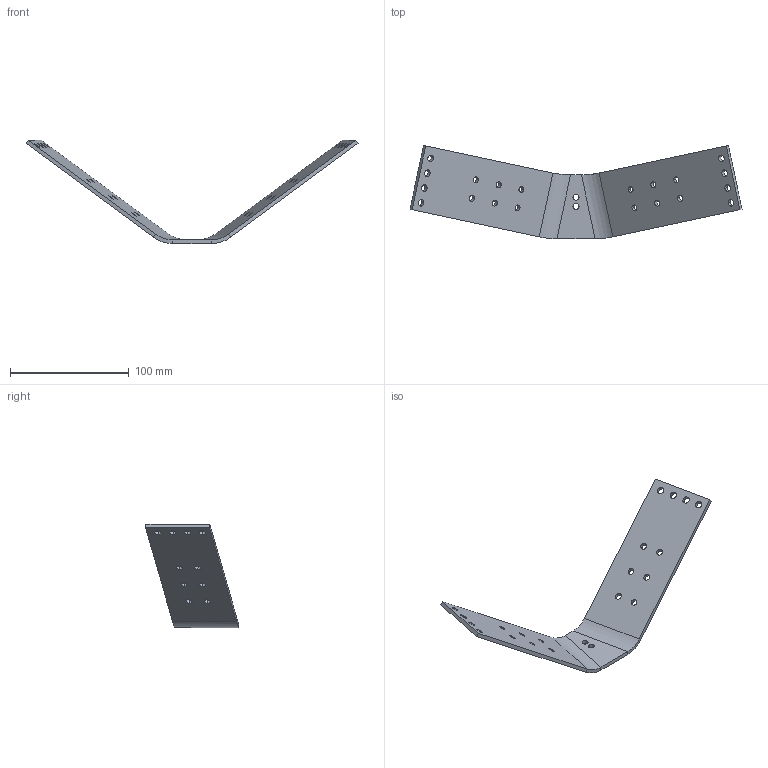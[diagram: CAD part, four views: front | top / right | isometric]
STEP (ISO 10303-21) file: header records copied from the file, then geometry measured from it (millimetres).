
FILE_DESCRIPTION (( 'STEP AP203' ), '1' );
FILE_NAME ('Front Wedge Two Bends.STEP', '2023-06-29T02:28:18', ( '' ), ( '' ), 'SwSTEP 2.0', 'SolidWorks 2021', '' );
FILE_SCHEMA (( 'CONFIG_CONTROL_DESIGN' ));
Length unit declared in the file: inch
Products named in the file (1): Front Wedge Two Bends
Bounding box: 279.12 x 78.23 x 86.74 mm (x, y, z)
Volume: 54826 mm3; surface area: 38100.3 mm2
Topology: 1 solids, 1 shells, 66 faces, 176 edges, 112 vertices
Faces by surface type: cylinder 48, plane 14, bspline 4
Entity records: 2339 total; most frequent: CARTESIAN_POINT 487, DIRECTION 382, ORIENTED_EDGE 352, EDGE_CURVE 176, AXIS2_PLACEMENT_3D 151, VERTEX_POINT 112, EDGE_LOOP 110, CIRCLE 88
